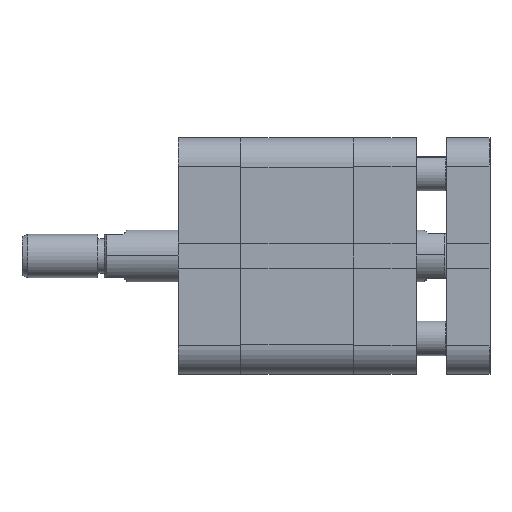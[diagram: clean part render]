
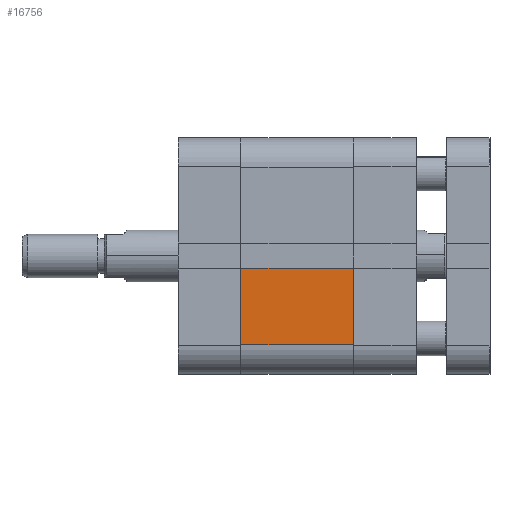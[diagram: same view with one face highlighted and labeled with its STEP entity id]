
A CAD part, front view. The second image highlights one B-rep face of the part: STEP entity #16756.
In plain terms, the highlighted planar face has unit normal (0, -1, 0).
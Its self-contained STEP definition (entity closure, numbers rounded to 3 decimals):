
#348 = DIRECTION ( 'NONE',  ( 0., 0., -1. ) ) ;
#3410 = EDGE_CURVE ( 'NONE', #33741, #25593, #14680, .T. ) ;
#3578 = LINE ( 'NONE', #17142, #21037 ) ;
#4120 = CARTESIAN_POINT ( 'NONE',  ( 26., -27.25, -27.25 ) ) ;
#4664 = DIRECTION ( 'NONE',  ( 0., 0., 1. ) ) ;
#4910 = VECTOR ( 'NONE', #25637, 1000. ) ;
#6811 = EDGE_CURVE ( 'NONE', #19041, #18713, #32689, .T. ) ;
#7442 = ORIENTED_EDGE ( 'NONE', *, *, #21833, .T. ) ;
#9558 = CARTESIAN_POINT ( 'NONE',  ( 26., -27.25, -20.45 ) ) ;
#10094 = VECTOR ( 'NONE', #348, 1000. ) ;
#11109 = CARTESIAN_POINT ( 'NONE',  ( 26., -27.25, -2.8 ) ) ;
#13950 = LINE ( 'NONE', #16964, #4910 ) ;
#14680 = LINE ( 'NONE', #34276, #10094 ) ;
#14884 = DIRECTION ( 'NONE',  ( 1., 0., 0. ) ) ;
#15926 = EDGE_LOOP ( 'NONE', ( #7442, #33550, #22110, #24334 ) ) ;
#16756 = ADVANCED_FACE ( 'NONE', ( #33114 ), #18977, .F. ) ;
#16964 = CARTESIAN_POINT ( 'NONE',  ( 26.001, -27.25, -2.8 ) ) ;
#17142 = CARTESIAN_POINT ( 'NONE',  ( 26., -27.25, -20.45 ) ) ;
#18713 = VERTEX_POINT ( 'NONE', #37124 ) ;
#18977 = PLANE ( 'NONE',  #29343 ) ;
#19041 = VERTEX_POINT ( 'NONE', #35762 ) ;
#21037 = VECTOR ( 'NONE', #14884, 1000. ) ;
#21833 = EDGE_CURVE ( 'NONE', #33741, #19041, #13950, .T. ) ;
#21989 = DIRECTION ( 'NONE',  ( 0., 1., 0. ) ) ;
#22110 = ORIENTED_EDGE ( 'NONE', *, *, #29142, .T. ) ;
#24334 = ORIENTED_EDGE ( 'NONE', *, *, #3410, .F. ) ;
#25593 = VERTEX_POINT ( 'NONE', #9558 ) ;
#25637 = DIRECTION ( 'NONE',  ( -1., 0., 0. ) ) ;
#26842 = DIRECTION ( 'NONE',  ( 0., 0., -1. ) ) ;
#28769 = VECTOR ( 'NONE', #26842, 1000. ) ;
#29142 = EDGE_CURVE ( 'NONE', #18713, #25593, #3578, .T. ) ;
#29343 = AXIS2_PLACEMENT_3D ( 'NONE', #4120, #21989, #4664 ) ;
#29862 = CARTESIAN_POINT ( 'NONE',  ( 0., -27.25, -27.25 ) ) ;
#32689 = LINE ( 'NONE', #29862, #28769 ) ;
#33114 = FACE_OUTER_BOUND ( 'NONE', #15926, .T. ) ;
#33550 = ORIENTED_EDGE ( 'NONE', *, *, #6811, .T. ) ;
#33741 = VERTEX_POINT ( 'NONE', #11109 ) ;
#34276 = CARTESIAN_POINT ( 'NONE',  ( 26., -27.25, -27.25 ) ) ;
#35762 = CARTESIAN_POINT ( 'NONE',  ( 0., -27.25, -2.8 ) ) ;
#37124 = CARTESIAN_POINT ( 'NONE',  ( 0., -27.25, -20.45 ) ) ;
